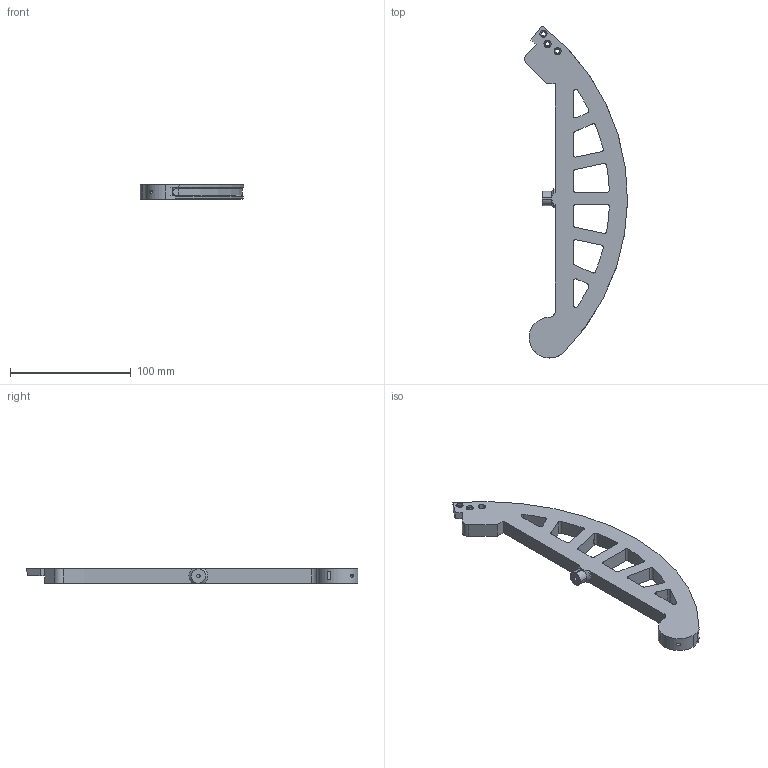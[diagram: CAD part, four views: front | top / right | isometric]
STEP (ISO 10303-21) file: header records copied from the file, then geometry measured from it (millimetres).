
FILE_DESCRIPTION (( 'STEP AP203' ), '1' );
FILE_NAME ('11c_splitring_part3_v4.step', '2020-05-23T22:34:58', ( '' ), ( '' ), 'SwSTEP 2.0', 'SolidWorks 2019', '' );
FILE_SCHEMA (( 'CONFIG_CONTROL_DESIGN' ));
Length unit declared in the file: millimetre
Products named in the file (1): 11c_splitring_part3_v4
Bounding box: 85.37 x 275.1 x 12 mm (x, y, z)
Volume: 111191 mm3; surface area: 35661.3 mm2
Topology: 1 solids, 1 shells, 151 faces, 414 edges, 272 vertices
Faces by surface type: cylinder 71, plane 60, cone 16, bspline 4
Entity records: 5200 total; most frequent: CARTESIAN_POINT 1195, ORIENTED_EDGE 828, DIRECTION 820, EDGE_CURVE 414, AXIS2_PLACEMENT_3D 305, VERTEX_POINT 272, LINE 210, VECTOR 210
